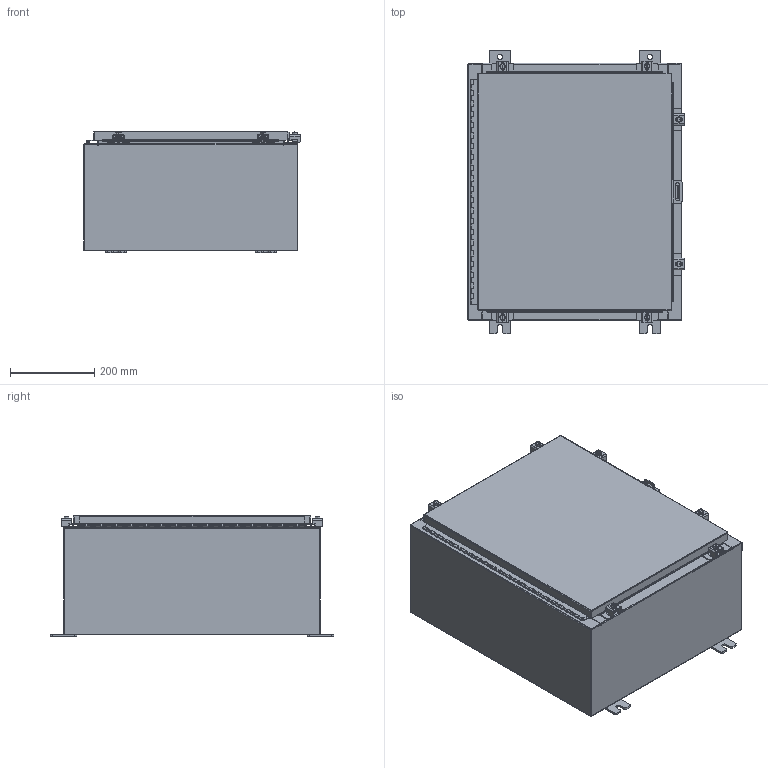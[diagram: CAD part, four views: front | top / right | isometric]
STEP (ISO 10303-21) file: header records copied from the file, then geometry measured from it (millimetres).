
FILE_DESCRIPTION (( 'STEP AP203' ), '1' );
FILE_NAME ('N24H2010SS6WP.STEP', '2014-01-16T15:15:44', ( 'changeme' ), ( 'Microsoft' ), 'SwSTEP 2.0', 'SolidWorks 2013', '' );
FILE_SCHEMA (( 'CONFIG_CONTROL_DESIGN' ));
Length unit declared in the file: inch
Products named in the file (19): N24H2010SS6WP 22101002; N24H2010SS6WP Mounting Studs; N24H2010SS6WP; N24H2010SS6WP 22104005_DEFAULT; N24H2010SS6WP Hinge Enclosure Side2; N24H2010SS6WP Clamp Top; N24H2010SS6WP Hinge Cover Side; N24H2010SS6WP Clamp Assembly; N24H2010SS6WP 125 Pin Hinge; N24H2010SS6WP Standard Clamps; N24H2010SS6WP Mounting Feet; N24H2010SS6WP Cover; N24H2010SS6WP Padlock Hasp; N24H2010SS6WP Body; N24H2010SS6WP Padlock Staple; N24H2010SS6WP Bottom; N24H2010SS6WP Clamp Bracket; N24H2010SS6WP Backpanel; N24H2010SS6WP Top
Assembly tree (30 placements, depth 4):
  N24H2010SS6WP
    N24H2010SS6WP Backpanel
    N24H2010SS6WP Mounting Studs  x4
    N24H2010SS6WP 125 Pin Hinge
      N24H2010SS6WP Hinge Enclosure Side2
      N24H2010SS6WP Hinge Cover Side
    N24H2010SS6WP Mounting Feet  x4
    N24H2010SS6WP Padlock Hasp
    N24H2010SS6WP Padlock Staple
    N24H2010SS6WP Standard Clamps  x6
      N24H2010SS6WP Clamp Bracket
      N24H2010SS6WP Clamp Assembly
        N24H2010SS6WP 22101002  x2
        N24H2010SS6WP 22104005_DEFAULT
        N24H2010SS6WP Clamp Top
    N24H2010SS6WP Cover
    N24H2010SS6WP Body
    N24H2010SS6WP Bottom
    N24H2010SS6WP Top
Bounding box: 513.35 x 673.1 x 289.27 mm (x, y, z)
Volume: 3278151.8 mm3; surface area: 3266158.2 mm2
Topology: 47 solids, 47 shells, 1709 faces, 4293 edges, 2702 vertices
Faces by surface type: plane 908, cylinder 705, torus 44, cone 44, bspline 8
Entity records: 32405 total; most frequent: CARTESIAN_POINT 5637, DIRECTION 5316, ORIENTED_EDGE 5000, EDGE_CURVE 2500, AXIS2_PLACEMENT_3D 1841, VECTOR 1634, LINE 1634, VERTEX_POINT 1540
